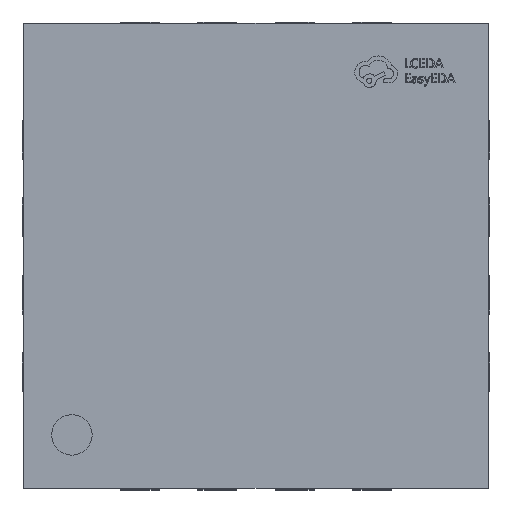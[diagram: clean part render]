
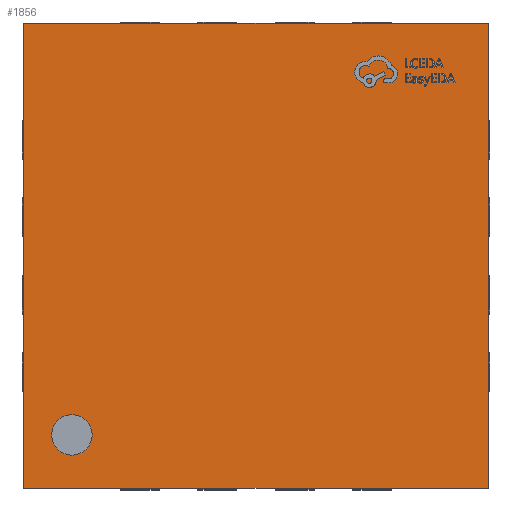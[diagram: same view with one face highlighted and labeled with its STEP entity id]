
A CAD part, top view. The second image highlights one B-rep face of the part: STEP entity #1856.
In plain terms, the highlighted planar face has unit normal (0, 0, 1).
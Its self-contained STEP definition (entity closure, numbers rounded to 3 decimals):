
#285 = VERTEX_POINT('',#286);
#286 = CARTESIAN_POINT('',(-1.057,-1.156,
    0.76));
#292 = EDGE_CURVE('',#293,#285,#295,.T.);
#293 = VERTEX_POINT('',#294);
#294 = CARTESIAN_POINT('',(-1.319,-1.156,
    0.76));
#295 = CIRCLE('',#296,0.131);
#296 = AXIS2_PLACEMENT_3D('',#297,#298,#299);
#297 = CARTESIAN_POINT('',(-1.188,-1.156,
    0.76));
#298 = DIRECTION('',(0.,0.,1.));
#299 = DIRECTION('',(1.,0.,-0.));
#1414 = VERTEX_POINT('',#1415);
#1415 = CARTESIAN_POINT('',(1.5,1.5,0.76
    ));
#1421 = EDGE_CURVE('',#1422,#1414,#1424,.T.);
#1422 = VERTEX_POINT('',#1423);
#1423 = CARTESIAN_POINT('',(1.5,-1.5,
    0.76));
#1424 = LINE('',#1425,#1426);
#1425 = CARTESIAN_POINT('',(1.5,1.5,0.76
    ));
#1426 = VECTOR('',#1427,1.);
#1427 = DIRECTION('',(0.,1.,0.));
#1537 = VERTEX_POINT('',#1538);
#1538 = CARTESIAN_POINT('',(-1.5,1.5,
    0.76));
#1544 = EDGE_CURVE('',#1414,#1537,#1545,.T.);
#1545 = LINE('',#1546,#1547);
#1546 = CARTESIAN_POINT('',(-1.5,1.5,
    0.76));
#1547 = VECTOR('',#1548,1.);
#1548 = DIRECTION('',(-1.,-0.,-0.));
#1653 = VERTEX_POINT('',#1654);
#1654 = CARTESIAN_POINT('',(-1.5,-1.5,
    0.76));
#1660 = EDGE_CURVE('',#1537,#1653,#1661,.T.);
#1661 = LINE('',#1662,#1663);
#1662 = CARTESIAN_POINT('',(-1.5,1.5,
    0.76));
#1663 = VECTOR('',#1664,1.);
#1664 = DIRECTION('',(0.,-1.,0.));
#1769 = EDGE_CURVE('',#1653,#1422,#1770,.T.);
#1770 = LINE('',#1771,#1772);
#1771 = CARTESIAN_POINT('',(-1.5,-1.5,
    0.76));
#1772 = VECTOR('',#1773,1.);
#1773 = DIRECTION('',(1.,0.,0.));
#1856 = ADVANCED_FACE('',(#1857,#1867),#1873,.T.);
#1857 = FACE_BOUND('',#1858,.T.);
#1858 = EDGE_LOOP('',(#1859,#1866));
#1859 = ORIENTED_EDGE('',*,*,#1860,.F.);
#1860 = EDGE_CURVE('',#285,#293,#1861,.T.);
#1861 = CIRCLE('',#1862,0.131);
#1862 = AXIS2_PLACEMENT_3D('',#1863,#1864,#1865);
#1863 = CARTESIAN_POINT('',(-1.188,-1.156,
    0.76));
#1864 = DIRECTION('',(0.,0.,1.));
#1865 = DIRECTION('',(1.,0.,-0.));
#1866 = ORIENTED_EDGE('',*,*,#292,.F.);
#1867 = FACE_BOUND('',#1868,.T.);
#1868 = EDGE_LOOP('',(#1869,#1870,#1871,#1872));
#1869 = ORIENTED_EDGE('',*,*,#1421,.T.);
#1870 = ORIENTED_EDGE('',*,*,#1544,.T.);
#1871 = ORIENTED_EDGE('',*,*,#1660,.T.);
#1872 = ORIENTED_EDGE('',*,*,#1769,.T.);
#1873 = PLANE('',#1874);
#1874 = AXIS2_PLACEMENT_3D('',#1875,#1876,#1877);
#1875 = CARTESIAN_POINT('',(0.,0.,0.76));
#1876 = DIRECTION('',(0.,0.,1.));
#1877 = DIRECTION('',(1.,0.,-0.));
